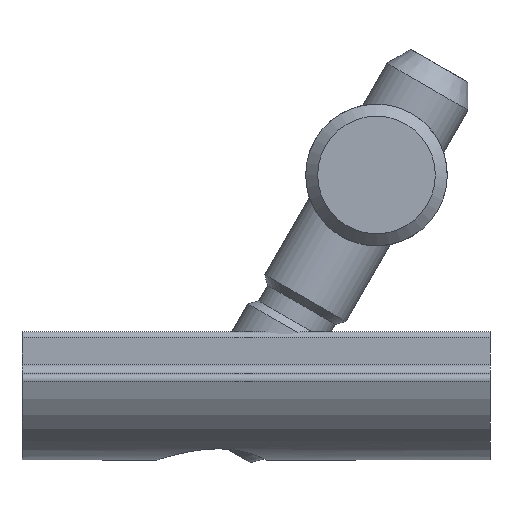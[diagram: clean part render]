
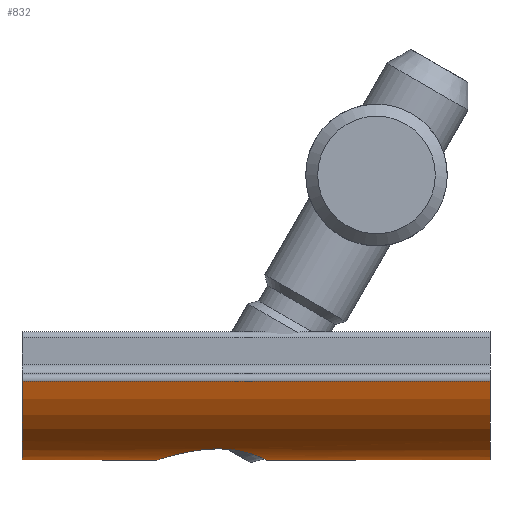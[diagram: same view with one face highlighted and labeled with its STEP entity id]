
A CAD part, left-side view. The second image highlights one B-rep face of the part: STEP entity #832.
In plain terms, the highlighted cylindrical face has radius 9 mm (diameter 18 mm), a partial arc.
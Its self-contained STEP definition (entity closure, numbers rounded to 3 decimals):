
#63=LINE('',#1314,#105);
#64=LINE('',#1317,#106);
#105=VECTOR('',#1018,39.);
#106=VECTOR('',#1021,39.);
#149=FACE_BOUND('',#256,.T.);
#172=ELLIPSE('',#893,18.,9.);
#197=FACE_OUTER_BOUND('',#255,.T.);
#255=EDGE_LOOP('',(#592,#593,#594,#595));
#256=EDGE_LOOP('',(#596,#597));
#333=CIRCLE('',#898,9.);
#334=CIRCLE('',#899,9.);
#373=B_SPLINE_CURVE_WITH_KNOTS('',3,(#1262,#1263,#1264,#1265,#1266,#1267,
#1268,#1269,#1270,#1271,#1272,#1273,#1274,#1275,#1276,#1277,#1278,#1279,
#1280,#1281,#1282,#1283,#1284,#1285,#1286,#1287,#1288,#1289,#1290,#1291,
#1292,#1293,#1294,#1295,#1296,#1297,#1298,#1299,#1300),.UNSPECIFIED.,.F.,
 .F.,(4,2,2,2,2,2,2,2,2,2,2,2,2,2,3,2,2,2,4),(0.759,0.774,
0.924,1.086,1.247,1.43,1.613,
1.779,1.862,1.945,2.028,2.111,
2.277,2.46,2.643,2.804,2.966,
3.116,3.131),.UNSPECIFIED.);
#392=VERTEX_POINT('',#1260);
#393=VERTEX_POINT('',#1261);
#396=VERTEX_POINT('',#1310);
#397=VERTEX_POINT('',#1311);
#398=VERTEX_POINT('',#1313);
#399=VERTEX_POINT('',#1315);
#474=EDGE_CURVE('',#392,#393,#373,.T.);
#476=EDGE_CURVE('',#393,#392,#172,.T.);
#479=EDGE_CURVE('',#396,#397,#333,.T.);
#480=EDGE_CURVE('',#398,#397,#63,.T.);
#481=EDGE_CURVE('',#399,#398,#334,.T.);
#482=EDGE_CURVE('',#399,#396,#64,.T.);
#592=ORIENTED_EDGE('',*,*,#479,.T.);
#593=ORIENTED_EDGE('',*,*,#480,.F.);
#594=ORIENTED_EDGE('',*,*,#481,.F.);
#595=ORIENTED_EDGE('',*,*,#482,.T.);
#596=ORIENTED_EDGE('',*,*,#476,.T.);
#597=ORIENTED_EDGE('',*,*,#474,.T.);
#809=CYLINDRICAL_SURFACE('',#897,9.);
#832=ADVANCED_FACE('',(#197,#149),#809,.T.);
#893=AXIS2_PLACEMENT_3D('',#1303,#1006,#1007);
#897=AXIS2_PLACEMENT_3D('',#1309,#1014,#1015);
#898=AXIS2_PLACEMENT_3D('',#1312,#1016,#1017);
#899=AXIS2_PLACEMENT_3D('',#1316,#1019,#1020);
#1006=DIRECTION('center_axis',(0.,-0.5,0.866));
#1007=DIRECTION('ref_axis',(0.,-0.866,-0.5));
#1014=DIRECTION('center_axis',(0.,1.,0.));
#1015=DIRECTION('ref_axis',(-0.963,0.,-0.271));
#1016=DIRECTION('center_axis',(0.,-1.,0.));
#1017=DIRECTION('ref_axis',(-0.963,0.,-0.271));
#1018=DIRECTION('',(0.,1.,0.));
#1019=DIRECTION('center_axis',(0.,-1.,0.));
#1020=DIRECTION('ref_axis',(-0.963,0.,-0.271));
#1021=DIRECTION('',(0.,1.,0.));
#1260=CARTESIAN_POINT('',(142.906,203.592,-23.915));
#1261=CARTESIAN_POINT('',(140.151,203.592,-23.915));
#1262=CARTESIAN_POINT('Ctrl Pts',(142.906,203.592,-23.915));
#1263=CARTESIAN_POINT('Ctrl Pts',(142.956,203.608,-23.907));
#1264=CARTESIAN_POINT('Ctrl Pts',(143.006,203.626,-23.899));
#1265=CARTESIAN_POINT('Ctrl Pts',(143.546,203.83,-23.806));
#1266=CARTESIAN_POINT('Ctrl Pts',(143.994,204.113,-23.685));
#1267=CARTESIAN_POINT('Ctrl Pts',(144.725,204.812,-23.444));
#1268=CARTESIAN_POINT('Ctrl Pts',(145.04,205.282,-23.311));
#1269=CARTESIAN_POINT('Ctrl Pts',(145.441,206.331,-23.129));
#1270=CARTESIAN_POINT('Ctrl Pts',(145.528,206.909,-23.083));
#1271=CARTESIAN_POINT('Ctrl Pts',(145.528,208.057,-23.083));
#1272=CARTESIAN_POINT('Ctrl Pts',(145.421,208.706,-23.139));
#1273=CARTESIAN_POINT('Ctrl Pts',(145.013,209.934,-23.322));
#1274=CARTESIAN_POINT('Ctrl Pts',(144.713,210.512,-23.447));
#1275=CARTESIAN_POINT('Ctrl Pts',(144.033,211.428,-23.672));
#1276=CARTESIAN_POINT('Ctrl Pts',(143.612,211.846,-23.791));
#1277=CARTESIAN_POINT('Ctrl Pts',(142.881,212.29,-23.922));
#1278=CARTESIAN_POINT('Ctrl Pts',(142.621,212.408,-23.959));
#1279=CARTESIAN_POINT('Ctrl Pts',(142.083,212.567,-24.008));
#1280=CARTESIAN_POINT('Ctrl Pts',(141.805,212.608,-24.021));
#1281=CARTESIAN_POINT('Ctrl Pts',(141.252,212.608,-24.021));
#1282=CARTESIAN_POINT('Ctrl Pts',(140.974,212.567,-24.008));
#1283=CARTESIAN_POINT('Ctrl Pts',(140.436,212.408,-23.959));
#1284=CARTESIAN_POINT('Ctrl Pts',(140.176,212.29,-23.922));
#1285=CARTESIAN_POINT('Ctrl Pts',(139.445,211.846,-23.791));
#1286=CARTESIAN_POINT('Ctrl Pts',(139.024,211.428,-23.672));
#1287=CARTESIAN_POINT('Ctrl Pts',(138.344,210.512,-23.447));
#1288=CARTESIAN_POINT('Ctrl Pts',(138.044,209.934,-23.322));
#1289=CARTESIAN_POINT('Ctrl Pts',(137.636,208.706,-23.139));
#1290=CARTESIAN_POINT('Ctrl Pts',(137.528,208.057,-23.083));
#1291=CARTESIAN_POINT('Ctrl Pts',(137.528,207.448,-23.083));
#1292=CARTESIAN_POINT('Ctrl Pts',(137.528,206.909,-23.083));
#1293=CARTESIAN_POINT('Ctrl Pts',(137.616,206.331,-23.129));
#1294=CARTESIAN_POINT('Ctrl Pts',(138.016,205.282,-23.311));
#1295=CARTESIAN_POINT('Ctrl Pts',(138.332,204.812,-23.444));
#1296=CARTESIAN_POINT('Ctrl Pts',(139.063,204.113,-23.685));
#1297=CARTESIAN_POINT('Ctrl Pts',(139.511,203.83,-23.806));
#1298=CARTESIAN_POINT('Ctrl Pts',(140.051,203.626,-23.899));
#1299=CARTESIAN_POINT('Ctrl Pts',(140.101,203.608,-23.907));
#1300=CARTESIAN_POINT('Ctrl Pts',(140.151,203.592,-23.915));
#1303=CARTESIAN_POINT('Origin',(141.528,218.997,-15.021));
#1309=CARTESIAN_POINT('Origin',(141.528,184.808,-15.021));
#1310=CARTESIAN_POINT('',(132.864,223.808,-17.456));
#1311=CARTESIAN_POINT('',(150.193,223.808,-17.456));
#1312=CARTESIAN_POINT('Origin',(141.528,223.808,-15.021));
#1313=CARTESIAN_POINT('',(150.193,184.808,-17.456));
#1314=CARTESIAN_POINT('',(150.193,184.808,-17.456));
#1315=CARTESIAN_POINT('',(132.864,184.808,-17.456));
#1316=CARTESIAN_POINT('Origin',(141.528,184.808,-15.021));
#1317=CARTESIAN_POINT('',(132.864,184.808,-17.456));
